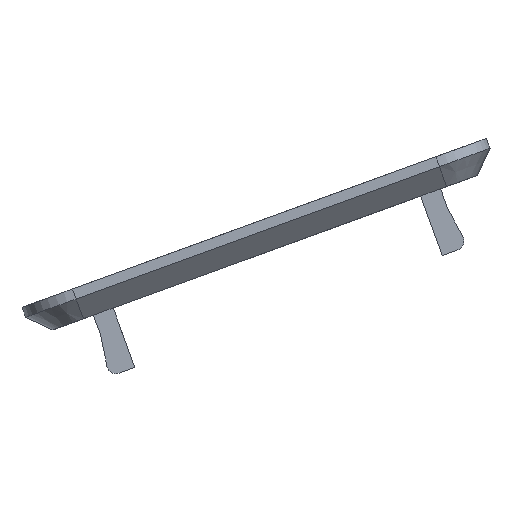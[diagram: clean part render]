
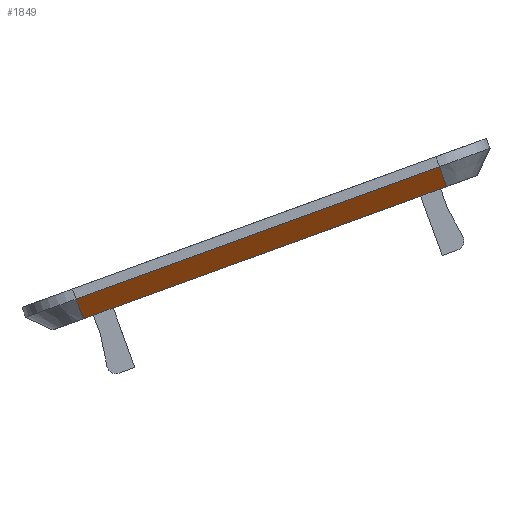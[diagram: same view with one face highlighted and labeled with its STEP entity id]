
A CAD part, left-side view. The second image highlights one B-rep face of the part: STEP entity #1849.
In plain terms, the highlighted planar face has unit normal (-0.707, -0.242, -0.664).
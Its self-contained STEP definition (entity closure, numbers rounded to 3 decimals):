
#196=DIRECTION('',(0.,0.94,-0.342));
#197=VECTOR('',#196,1.);
#198=CARTESIAN_POINT('',(-55.1,21.937,24.656));
#199=LINE('',#198,#197);
#212=DIRECTION('',(0.,0.94,-0.342));
#213=VECTOR('',#212,31.003);
#214=CARTESIAN_POINT('',(-55.1,-9.076,35.944));
#215=LINE('',#214,#213);
#228=DIRECTION('',(0.,0.94,-0.342));
#229=VECTOR('',#228,0.62);
#230=CARTESIAN_POINT('',(-55.1,-11.538,36.84));
#231=LINE('',#230,#229);
#458=DIRECTION('',(0.,-0.94,0.342));
#459=VECTOR('',#458,2.);
#460=CARTESIAN_POINT('',(-55.1,21.937,24.656));
#461=LINE('',#460,#459);
#462=DIRECTION('',(-0.707,0.242,0.664));
#463=VECTOR('',#462,2.828);
#464=CARTESIAN_POINT('',(-55.1,-11.538,36.84));
#465=LINE('',#464,#463);
#466=DIRECTION('',(0.,0.94,-0.342));
#467=VECTOR('',#466,2.);
#468=CARTESIAN_POINT('',(-55.1,-10.955,36.628));
#469=LINE('',#468,#467);
#528=DIRECTION('',(-0.707,0.242,0.664));
#529=VECTOR('',#528,2.828);
#530=CARTESIAN_POINT('',(-55.1,22.877,24.314));
#531=LINE('',#530,#529);
#541=DIRECTION('',(0.,0.94,-0.342));
#542=VECTOR('',#541,36.623);
#543=CARTESIAN_POINT('',(-57.1,-10.854,38.719));
#544=LINE('',#543,#542);
#1091=CARTESIAN_POINT('',(-55.1,-11.538,36.84));
#1092=VERTEX_POINT('',#1091);
#1093=CARTESIAN_POINT('',(-57.1,-10.854,38.719));
#1094=VERTEX_POINT('',#1093);
#1095=CARTESIAN_POINT('',(-57.1,23.561,26.193));
#1096=VERTEX_POINT('',#1095);
#1097=CARTESIAN_POINT('',(-55.1,22.877,24.314));
#1099=VERTEX_POINT('',#1097);
#1223=CARTESIAN_POINT('',(-55.1,-10.955,36.628));
#1224=CARTESIAN_POINT('',(-55.1,-9.076,35.944));
#1225=VERTEX_POINT('',#1223);
#1226=VERTEX_POINT('',#1224);
#1259=CARTESIAN_POINT('',(-55.1,20.058,25.34));
#1260=VERTEX_POINT('',#1259);
#1263=CARTESIAN_POINT('',(-55.1,21.937,24.656));
#1264=VERTEX_POINT('',#1263);
#1830=CARTESIAN_POINT('',(-56.1,6.012,31.517));
#1831=DIRECTION('',(-0.707,-0.242,-0.664));
#1832=DIRECTION('',(-0.707,0.242,0.664));
#1833=AXIS2_PLACEMENT_3D('',#1830,#1831,#1832);
#1834=PLANE('',#1833);
#1836=ORIENTED_EDGE('',*,*,#1835,.F.);
#1837=ORIENTED_EDGE('',*,*,#1485,.T.);
#1839=ORIENTED_EDGE('',*,*,#1838,.T.);
#1841=ORIENTED_EDGE('',*,*,#1840,.F.);
#1842=ORIENTED_EDGE('',*,*,#1822,.F.);
#1843=ORIENTED_EDGE('',*,*,#1501,.T.);
#1845=ORIENTED_EDGE('',*,*,#1844,.T.);
#1846=ORIENTED_EDGE('',*,*,#1493,.T.);
#1847=EDGE_LOOP('',(#1836,#1837,#1839,#1841,#1842,#1843,#1845,#1846));
#1848=FACE_OUTER_BOUND('',#1847,.F.);
#1849=ADVANCED_FACE('',(#1848),#1834,.T.);
#1485=EDGE_CURVE('',#1264,#1099,#199,.T.);
#1493=EDGE_CURVE('',#1226,#1260,#215,.T.);
#1501=EDGE_CURVE('',#1092,#1225,#231,.T.);
#1822=EDGE_CURVE('',#1092,#1094,#465,.T.);
#1835=EDGE_CURVE('',#1264,#1260,#461,.T.);
#1838=EDGE_CURVE('',#1099,#1096,#531,.T.);
#1840=EDGE_CURVE('',#1094,#1096,#544,.T.);
#1844=EDGE_CURVE('',#1225,#1226,#469,.T.);
